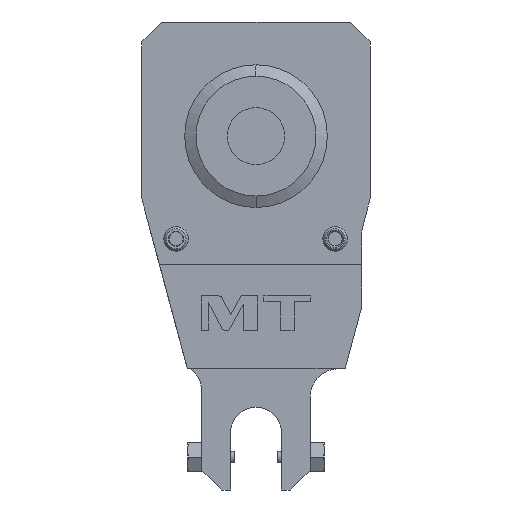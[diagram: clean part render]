
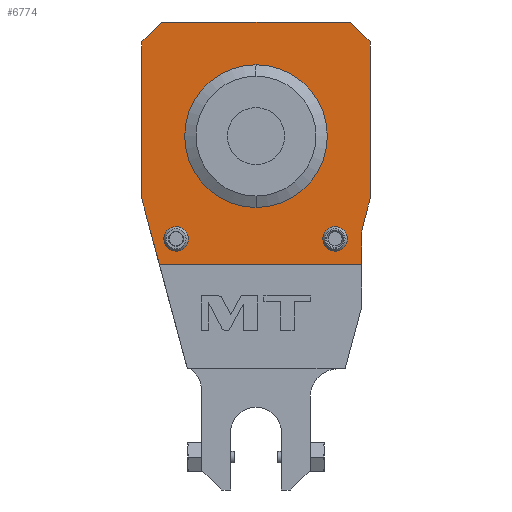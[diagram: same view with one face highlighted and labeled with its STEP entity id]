
A CAD part, left-side view. The second image highlights one B-rep face of the part: STEP entity #6774.
In plain terms, the highlighted planar face has unit normal (-1, 0, 0).
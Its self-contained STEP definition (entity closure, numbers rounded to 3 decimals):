
#1165=DIRECTION('',(0.,1.,0.));
#1166=VECTOR('',#1165,70.837);
#1167=CARTESIAN_POINT('',(-102.,-37.,-3.));
#1168=LINE('',#1167,#1166);
#1169=DIRECTION('',(0.,0.259,0.966));
#1170=VECTOR('',#1169,23.811);
#1171=CARTESIAN_POINT('',(-102.,33.837,-3.));
#1172=LINE('',#1171,#1170);
#1173=DIRECTION('',(0.,0.,1.));
#1174=VECTOR('',#1173,55.);
#1175=CARTESIAN_POINT('',(-102.,40.,20.));
#1176=LINE('',#1175,#1174);
#1177=DIRECTION('',(0.,-1.,0.));
#1178=VECTOR('',#1177,66.);
#1179=CARTESIAN_POINT('',(-102.,33.,82.));
#1180=LINE('',#1179,#1178);
#1181=DIRECTION('',(0.,0.,-1.));
#1182=VECTOR('',#1181,55.);
#1183=CARTESIAN_POINT('',(-102.,-40.,75.));
#1184=LINE('',#1183,#1182);
#1185=DIRECTION('',(0.,0.259,-0.966));
#1186=VECTOR('',#1185,10.275);
#1187=CARTESIAN_POINT('',(-102.,-40.,20.));
#1188=LINE('',#1187,#1186);
#1189=CARTESIAN_POINT('',(-102.,-47.,7.487));
#1190=DIRECTION('',(-1.,0.,0.));
#1191=DIRECTION('',(0.,0.966,0.259));
#1192=AXIS2_PLACEMENT_3D('',#1189,#1190,#1191);
#1194=DIRECTION('',(0.,0.,-1.));
#1195=VECTOR('',#1194,10.487);
#1196=CARTESIAN_POINT('',(-102.,-37.,7.487));
#1197=LINE('',#1196,#1195);
#1198=CARTESIAN_POINT('',(-102.,0.,42.));
#1199=DIRECTION('',(1.,0.,0.));
#1200=DIRECTION('',(0.,0.,-1.));
#1201=AXIS2_PLACEMENT_3D('',#1198,#1199,#1200);
#1203=CARTESIAN_POINT('',(-102.,0.,42.));
#1204=DIRECTION('',(1.,0.,0.));
#1205=DIRECTION('',(0.,0.,1.));
#1206=AXIS2_PLACEMENT_3D('',#1203,#1204,#1205);
#1208=CARTESIAN_POINT('',(-102.,-27.713,6.));
#1209=DIRECTION('',(1.,0.,0.));
#1210=DIRECTION('',(0.,1.,0.));
#1211=AXIS2_PLACEMENT_3D('',#1208,#1209,#1210);
#1213=CARTESIAN_POINT('',(-102.,-27.713,6.));
#1214=DIRECTION('',(1.,0.,0.));
#1215=DIRECTION('',(0.,-1.,0.));
#1216=AXIS2_PLACEMENT_3D('',#1213,#1214,#1215);
#1218=CARTESIAN_POINT('',(-102.,28.,6.));
#1219=DIRECTION('',(1.,0.,0.));
#1220=DIRECTION('',(0.,1.,0.));
#1221=AXIS2_PLACEMENT_3D('',#1218,#1219,#1220);
#1223=CARTESIAN_POINT('',(-102.,28.,6.));
#1224=DIRECTION('',(1.,0.,0.));
#1225=DIRECTION('',(0.,-1.,0.));
#1226=AXIS2_PLACEMENT_3D('',#1223,#1224,#1225);
#1382=DIRECTION('',(0.,0.707,-0.707));
#1383=VECTOR('',#1382,9.899);
#1384=CARTESIAN_POINT('',(-102.,33.,82.));
#1385=LINE('',#1384,#1383);
#1398=DIRECTION('',(0.,0.707,0.707));
#1399=VECTOR('',#1398,9.899);
#1400=CARTESIAN_POINT('',(-102.,-40.,75.));
#1401=LINE('',#1400,#1399);
#4979=CARTESIAN_POINT('',(-102.,-40.,20.));
#4980=CARTESIAN_POINT('',(-102.,-37.341,10.076));
#4981=VERTEX_POINT('',#4979);
#4982=VERTEX_POINT('',#4980);
#4993=CARTESIAN_POINT('',(-102.,40.,20.));
#4994=VERTEX_POINT('',#4993);
#4995=CARTESIAN_POINT('',(-102.,33.,82.));
#4997=VERTEX_POINT('',#4995);
#4999=CARTESIAN_POINT('',(-102.,40.,75.));
#5001=VERTEX_POINT('',#4999);
#5003=CARTESIAN_POINT('',(-102.,-40.,75.));
#5005=VERTEX_POINT('',#5003);
#5007=CARTESIAN_POINT('',(-102.,-33.,82.));
#5009=VERTEX_POINT('',#5007);
#5011=CARTESIAN_POINT('',(-102.,-37.,-3.));
#5012=CARTESIAN_POINT('',(-102.,33.837,-3.));
#5013=VERTEX_POINT('',#5011);
#5014=VERTEX_POINT('',#5012);
#5023=CARTESIAN_POINT('',(-102.,-37.,7.487));
#5024=VERTEX_POINT('',#5023);
#5097=CARTESIAN_POINT('',(-102.,0.,19.5));
#5098=CARTESIAN_POINT('',(-102.,0.,64.5));
#5099=VERTEX_POINT('',#5097);
#5100=VERTEX_POINT('',#5098);
#5247=CARTESIAN_POINT('',(-102.,-23.418,6.));
#5248=CARTESIAN_POINT('',(-102.,-32.008,6.));
#5249=VERTEX_POINT('',#5247);
#5250=VERTEX_POINT('',#5248);
#5267=CARTESIAN_POINT('',(-102.,32.295,6.));
#5268=CARTESIAN_POINT('',(-102.,23.705,6.));
#5269=VERTEX_POINT('',#5267);
#5270=VERTEX_POINT('',#5268);
#6730=CARTESIAN_POINT('',(-102.,0.,42.));
#6731=DIRECTION('',(1.,0.,0.));
#6732=DIRECTION('',(0.,1.,0.));
#6733=AXIS2_PLACEMENT_3D('',#6730,#6731,#6732);
#6734=PLANE('',#6733);
#6736=ORIENTED_EDGE('',*,*,#6735,.T.);
#6738=ORIENTED_EDGE('',*,*,#6737,.T.);
#6740=ORIENTED_EDGE('',*,*,#6739,.T.);
#6742=ORIENTED_EDGE('',*,*,#6741,.F.);
#6744=ORIENTED_EDGE('',*,*,#6743,.T.);
#6746=ORIENTED_EDGE('',*,*,#6745,.F.);
#6747=ORIENTED_EDGE('',*,*,#6720,.T.);
#6749=ORIENTED_EDGE('',*,*,#6748,.T.);
#6751=ORIENTED_EDGE('',*,*,#6750,.T.);
#6753=ORIENTED_EDGE('',*,*,#6752,.T.);
#6754=EDGE_LOOP('',(#6736,#6738,#6740,#6742,#6744,#6746,#6747,#6749,#6751,
#6753));
#6755=FACE_OUTER_BOUND('',#6754,.F.);
#6757=ORIENTED_EDGE('',*,*,#6756,.F.);
#6759=ORIENTED_EDGE('',*,*,#6758,.F.);
#6760=EDGE_LOOP('',(#6757,#6759));
#6761=FACE_BOUND('',#6760,.F.);
#6763=ORIENTED_EDGE('',*,*,#6762,.F.);
#6765=ORIENTED_EDGE('',*,*,#6764,.F.);
#6766=EDGE_LOOP('',(#6763,#6765));
#6767=FACE_BOUND('',#6766,.F.);
#6769=ORIENTED_EDGE('',*,*,#6768,.F.);
#6771=ORIENTED_EDGE('',*,*,#6770,.F.);
#6772=EDGE_LOOP('',(#6769,#6771));
#6773=FACE_BOUND('',#6772,.F.);
#6774=ADVANCED_FACE('',(#6755,#6761,#6767,#6773),#6734,.F.);
#1193=CIRCLE('',#1192,10.);
#1202=CIRCLE('',#1201,22.5);
#1207=CIRCLE('',#1206,22.5);
#1212=CIRCLE('',#1211,4.295);
#1217=CIRCLE('',#1216,4.295);
#1222=CIRCLE('',#1221,4.295);
#1227=CIRCLE('',#1226,4.295);
#6720=EDGE_CURVE('',#5005,#4981,#1184,.T.);
#6735=EDGE_CURVE('',#5013,#5014,#1168,.T.);
#6737=EDGE_CURVE('',#5014,#4994,#1172,.T.);
#6739=EDGE_CURVE('',#4994,#5001,#1176,.T.);
#6741=EDGE_CURVE('',#4997,#5001,#1385,.T.);
#6743=EDGE_CURVE('',#4997,#5009,#1180,.T.);
#6745=EDGE_CURVE('',#5005,#5009,#1401,.T.);
#6748=EDGE_CURVE('',#4981,#4982,#1188,.T.);
#6750=EDGE_CURVE('',#4982,#5024,#1193,.T.);
#6752=EDGE_CURVE('',#5024,#5013,#1197,.T.);
#6756=EDGE_CURVE('',#5099,#5100,#1202,.T.);
#6758=EDGE_CURVE('',#5100,#5099,#1207,.T.);
#6762=EDGE_CURVE('',#5249,#5250,#1212,.T.);
#6764=EDGE_CURVE('',#5250,#5249,#1217,.T.);
#6768=EDGE_CURVE('',#5269,#5270,#1222,.T.);
#6770=EDGE_CURVE('',#5270,#5269,#1227,.T.);
